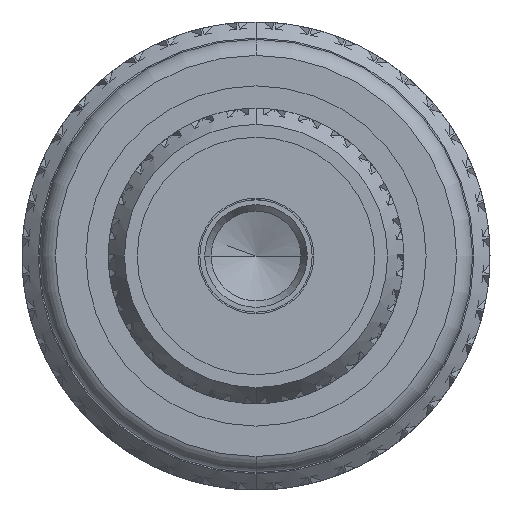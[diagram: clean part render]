
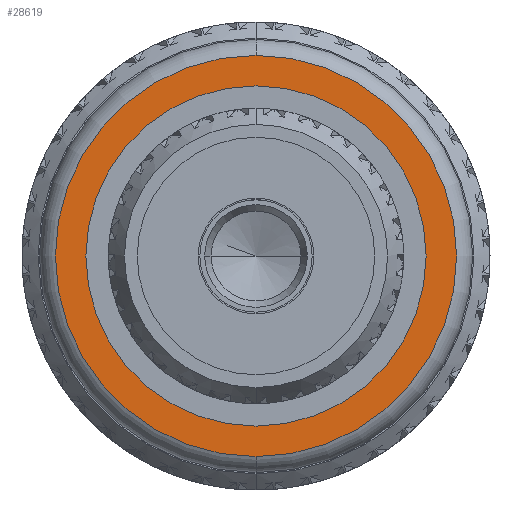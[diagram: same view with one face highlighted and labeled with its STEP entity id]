
A CAD part, front view. The second image highlights one B-rep face of the part: STEP entity #28619.
In plain terms, the highlighted planar face has unit normal (0, -1, 0).
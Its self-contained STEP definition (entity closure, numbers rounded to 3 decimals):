
#1621 = AXIS2_PLACEMENT_3D ( 'NONE', #50484, #36936, #2399 ) ;
#2399 = DIRECTION ( 'NONE',  ( 0., 0., 1. ) ) ;
#5679 = EDGE_CURVE ( 'NONE', #131983, #98333, #88738, .T. ) ;
#9969 = VERTEX_POINT ( 'NONE', #18158 ) ;
#14218 = PLANE ( 'NONE',  #49720 ) ;
#18158 = CARTESIAN_POINT ( 'NONE',  ( 0., 0., 6.25 ) ) ;
#26620 = CARTESIAN_POINT ( 'NONE',  ( 0., 0., 0. ) ) ;
#28195 = AXIS2_PLACEMENT_3D ( 'NONE', #26620, #76162, #38115 ) ;
#28619 = ADVANCED_FACE ( 'NONE', ( #71276, #112247 ), #14218, .F. ) ;
#30226 = ORIENTED_EDGE ( 'NONE', *, *, #152204, .F. ) ;
#34563 = CARTESIAN_POINT ( 'NONE',  ( 0., 0., -6.25 ) ) ;
#36936 = DIRECTION ( 'NONE',  ( 0., 1., 0. ) ) ;
#38115 = DIRECTION ( 'NONE',  ( 0., 0., 1. ) ) ;
#43497 = EDGE_CURVE ( 'NONE', #9969, #87218, #82544, .T. ) ;
#49720 = AXIS2_PLACEMENT_3D ( 'NONE', #119685, #72260, #62302 ) ;
#50484 = CARTESIAN_POINT ( 'NONE',  ( 0., 0., 0. ) ) ;
#54100 = ORIENTED_EDGE ( 'NONE', *, *, #43497, .F. ) ;
#55010 = CARTESIAN_POINT ( 'NONE',  ( 0., 0., 0. ) ) ;
#55521 = DIRECTION ( 'NONE',  ( 0., 1., 0. ) ) ;
#62302 = DIRECTION ( 'NONE',  ( 0., 0., 1. ) ) ;
#68619 = CIRCLE ( 'NONE', #110964, 5.3 ) ;
#71276 = FACE_OUTER_BOUND ( 'NONE', #81452, .T. ) ;
#72260 = DIRECTION ( 'NONE',  ( 0., 1., 0. ) ) ;
#76162 = DIRECTION ( 'NONE',  ( 0., 1., 0. ) ) ;
#81452 = EDGE_LOOP ( 'NONE', ( #30226, #54100 ) ) ;
#82544 = CIRCLE ( 'NONE', #28195, 6.25 ) ;
#87218 = VERTEX_POINT ( 'NONE', #34563 ) ;
#88738 = CIRCLE ( 'NONE', #1621, 5.3 ) ;
#93892 = CARTESIAN_POINT ( 'NONE',  ( 0., 0., 0. ) ) ;
#94407 = DIRECTION ( 'NONE',  ( 0., 1., 0. ) ) ;
#98333 = VERTEX_POINT ( 'NONE', #126746 ) ;
#103173 = AXIS2_PLACEMENT_3D ( 'NONE', #93892, #94407, #129815 ) ;
#105047 = EDGE_LOOP ( 'NONE', ( #153426, #113328 ) ) ;
#110964 = AXIS2_PLACEMENT_3D ( 'NONE', #55010, #55521, #138264 ) ;
#112247 = FACE_BOUND ( 'NONE', #105047, .T. ) ;
#113328 = ORIENTED_EDGE ( 'NONE', *, *, #119035, .T. ) ;
#115488 = CIRCLE ( 'NONE', #103173, 6.25 ) ;
#119035 = EDGE_CURVE ( 'NONE', #98333, #131983, #68619, .T. ) ;
#119685 = CARTESIAN_POINT ( 'NONE',  ( 0., 0., 0. ) ) ;
#122762 = CARTESIAN_POINT ( 'NONE',  ( 0., 0., -5.3 ) ) ;
#126746 = CARTESIAN_POINT ( 'NONE',  ( 0., 0., 5.3 ) ) ;
#129815 = DIRECTION ( 'NONE',  ( 0., 0., 1. ) ) ;
#131983 = VERTEX_POINT ( 'NONE', #122762 ) ;
#138264 = DIRECTION ( 'NONE',  ( 0., 0., 1. ) ) ;
#152204 = EDGE_CURVE ( 'NONE', #87218, #9969, #115488, .T. ) ;
#153426 = ORIENTED_EDGE ( 'NONE', *, *, #5679, .T. ) ;
